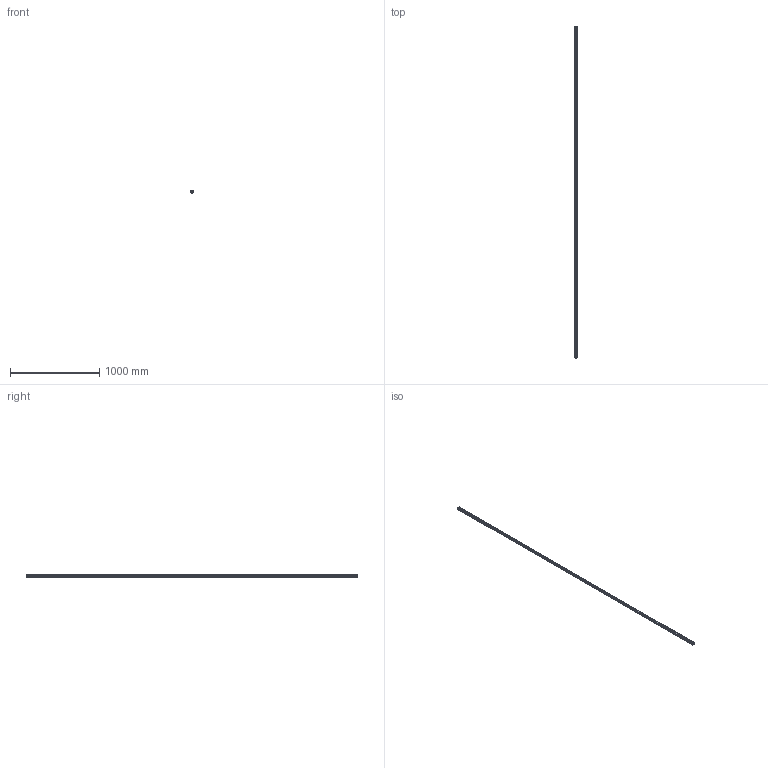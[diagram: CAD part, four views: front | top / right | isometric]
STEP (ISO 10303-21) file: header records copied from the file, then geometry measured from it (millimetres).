
FILE_DESCRIPTION(('STEP AP214'),'1');
FILE_NAME('cctmp_EE14C1E4-D3A5-4DC0-B194-B85BBC33D288_2021_03_10_12_27_50_0920..stp','2021-03-10T11:27:51',('HIWIN GmbH'),('CADClick - www.CADClick.com'),'Spatial InterOp 3D',' ','unknown authorization');
FILE_SCHEMA(('AUTOMOTIVE_DESIGN'));
Length unit declared in the file: millimetre
Products named in the file (1): RGR25R3710H_FILE
Bounding box: 23 x 3710 x 23.6 mm (x, y, z)
Volume: 1487333.4 mm3; surface area: 460406.4 mm2
Topology: 1 solids, 1 shells, 1233 faces, 2565 edges, 1710 vertices
Faces by surface type: cylinder 762, plane 471
Entity records: 43411 total; most frequent: DIRECTION 6557, CARTESIAN_POINT 5509, ORIENTED_EDGE 5130, AXIS2_PLACEMENT_3D 2758, EDGE_CURVE 2565, VERTEX_POINT 1710, EDGE_LOOP 1609, CIRCLE 1524
